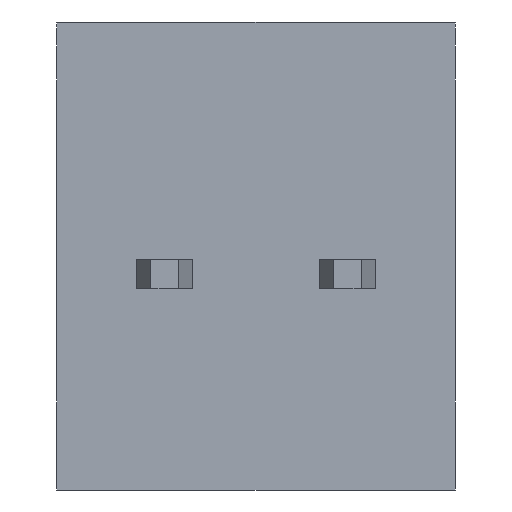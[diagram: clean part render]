
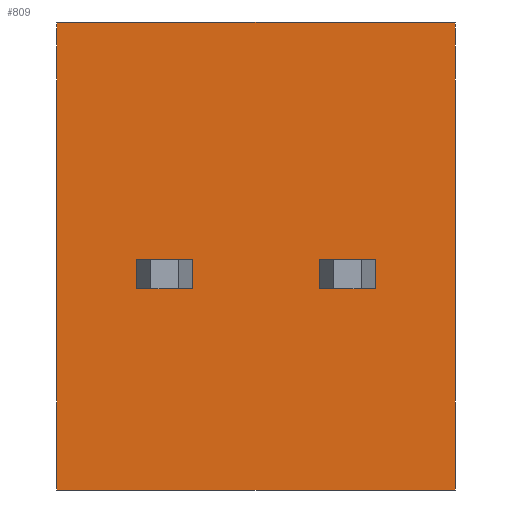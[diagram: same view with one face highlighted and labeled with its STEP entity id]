
A CAD part, front view. The second image highlights one B-rep face of the part: STEP entity #809.
In plain terms, the highlighted planar face has unit normal (0, -1, 0).
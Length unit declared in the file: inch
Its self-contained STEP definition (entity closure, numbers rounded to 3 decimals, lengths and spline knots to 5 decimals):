
#10=DIRECTION('',(0.,0.,-1.));
#11=VECTOR('',#10,0.256);
#12=CARTESIAN_POINT('',(-0.109,0.,0.138));
#13=LINE('',#12,#11);
#82=DIRECTION('',(1.,0.,0.));
#83=VECTOR('',#82,0.218);
#84=CARTESIAN_POINT('',(-0.109,0.,-0.118));
#85=LINE('',#84,#83);
#118=DIRECTION('',(1.,0.,0.));
#119=VECTOR('',#118,0.218);
#120=CARTESIAN_POINT('',(-0.109,0.,0.138));
#121=LINE('',#120,#119);
#122=DIRECTION('',(1.,0.,0.));
#123=VECTOR('',#122,0.031);
#124=CARTESIAN_POINT('',(0.0345,0.,-0.008));
#125=LINE('',#124,#123);
#126=DIRECTION('',(0.,0.,1.));
#127=VECTOR('',#126,0.016);
#128=CARTESIAN_POINT('',(0.0655,0.,-0.008));
#129=LINE('',#128,#127);
#130=DIRECTION('',(1.,0.,0.));
#131=VECTOR('',#130,0.031);
#132=CARTESIAN_POINT('',(0.0345,0.,0.008));
#133=LINE('',#132,#131);
#134=DIRECTION('',(0.,0.,1.));
#135=VECTOR('',#134,0.016);
#136=CARTESIAN_POINT('',(0.0345,0.,-0.008));
#137=LINE('',#136,#135);
#138=DIRECTION('',(1.,0.,0.));
#139=VECTOR('',#138,0.031);
#140=CARTESIAN_POINT('',(-0.0655,0.,-0.008));
#141=LINE('',#140,#139);
#142=DIRECTION('',(0.,0.,1.));
#143=VECTOR('',#142,0.016);
#144=CARTESIAN_POINT('',(-0.0345,0.,-0.008));
#145=LINE('',#144,#143);
#146=DIRECTION('',(1.,0.,0.));
#147=VECTOR('',#146,0.031);
#148=CARTESIAN_POINT('',(-0.0655,0.,0.008));
#149=LINE('',#148,#147);
#150=DIRECTION('',(0.,0.,1.));
#151=VECTOR('',#150,0.016);
#152=CARTESIAN_POINT('',(-0.0655,0.,-0.008));
#153=LINE('',#152,#151);
#187=DIRECTION('',(0.,0.,-1.));
#188=VECTOR('',#187,0.256);
#189=CARTESIAN_POINT('',(0.109,0.,0.138));
#190=LINE('',#189,#188);
#475=CARTESIAN_POINT('',(-0.109,0.,0.138));
#476=CARTESIAN_POINT('',(-0.109,0.,-0.118));
#477=VERTEX_POINT('',#475);
#478=VERTEX_POINT('',#476);
#489=CARTESIAN_POINT('',(0.109,0.,0.138));
#490=CARTESIAN_POINT('',(0.109,0.,-0.118));
#491=VERTEX_POINT('',#489);
#492=VERTEX_POINT('',#490);
#547=CARTESIAN_POINT('',(0.0345,0.,-0.008));
#548=CARTESIAN_POINT('',(0.0655,0.,-0.008));
#549=VERTEX_POINT('',#547);
#550=VERTEX_POINT('',#548);
#551=CARTESIAN_POINT('',(0.0345,0.,0.008));
#552=CARTESIAN_POINT('',(0.0655,0.,0.008));
#553=VERTEX_POINT('',#551);
#554=VERTEX_POINT('',#552);
#555=CARTESIAN_POINT('',(-0.0655,0.,-0.008));
#556=CARTESIAN_POINT('',(-0.0345,0.,-0.008));
#557=VERTEX_POINT('',#555);
#558=VERTEX_POINT('',#556);
#559=CARTESIAN_POINT('',(-0.0655,0.,0.008));
#560=CARTESIAN_POINT('',(-0.0345,0.,0.008));
#561=VERTEX_POINT('',#559);
#562=VERTEX_POINT('',#560);
#776=CARTESIAN_POINT('',(-0.109,0.,0.138));
#777=DIRECTION('',(0.,-1.,0.));
#778=DIRECTION('',(0.,0.,-1.));
#779=AXIS2_PLACEMENT_3D('',#776,#777,#778);
#780=PLANE('',#779);
#781=ORIENTED_EDGE('',*,*,#628,.F.);
#783=ORIENTED_EDGE('',*,*,#782,.T.);
#785=ORIENTED_EDGE('',*,*,#784,.T.);
#786=ORIENTED_EDGE('',*,*,#748,.F.);
#787=EDGE_LOOP('',(#781,#783,#785,#786));
#788=FACE_OUTER_BOUND('',#787,.F.);
#790=ORIENTED_EDGE('',*,*,#789,.T.);
#792=ORIENTED_EDGE('',*,*,#791,.T.);
#794=ORIENTED_EDGE('',*,*,#793,.F.);
#796=ORIENTED_EDGE('',*,*,#795,.F.);
#797=EDGE_LOOP('',(#790,#792,#794,#796));
#798=FACE_BOUND('',#797,.F.);
#800=ORIENTED_EDGE('',*,*,#799,.T.);
#802=ORIENTED_EDGE('',*,*,#801,.T.);
#804=ORIENTED_EDGE('',*,*,#803,.F.);
#806=ORIENTED_EDGE('',*,*,#805,.F.);
#807=EDGE_LOOP('',(#800,#802,#804,#806));
#808=FACE_BOUND('',#807,.F.);
#809=ADVANCED_FACE('',(#788,#798,#808),#780,.T.);
#628=EDGE_CURVE('',#477,#478,#13,.T.);
#748=EDGE_CURVE('',#478,#492,#85,.T.);
#782=EDGE_CURVE('',#477,#491,#121,.T.);
#784=EDGE_CURVE('',#491,#492,#190,.T.);
#789=EDGE_CURVE('',#549,#550,#125,.T.);
#791=EDGE_CURVE('',#550,#554,#129,.T.);
#793=EDGE_CURVE('',#553,#554,#133,.T.);
#795=EDGE_CURVE('',#549,#553,#137,.T.);
#799=EDGE_CURVE('',#557,#558,#141,.T.);
#801=EDGE_CURVE('',#558,#562,#145,.T.);
#803=EDGE_CURVE('',#561,#562,#149,.T.);
#805=EDGE_CURVE('',#557,#561,#153,.T.);
